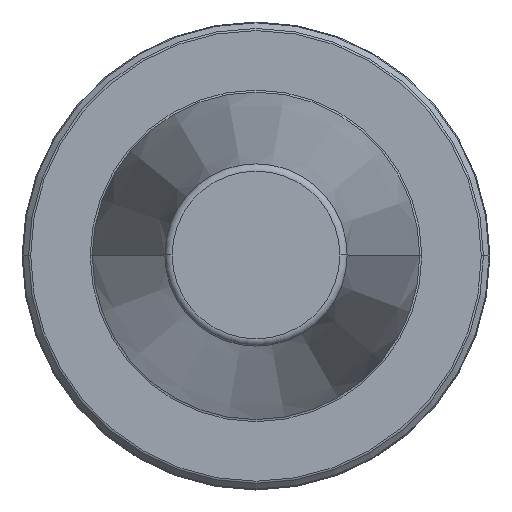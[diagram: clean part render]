
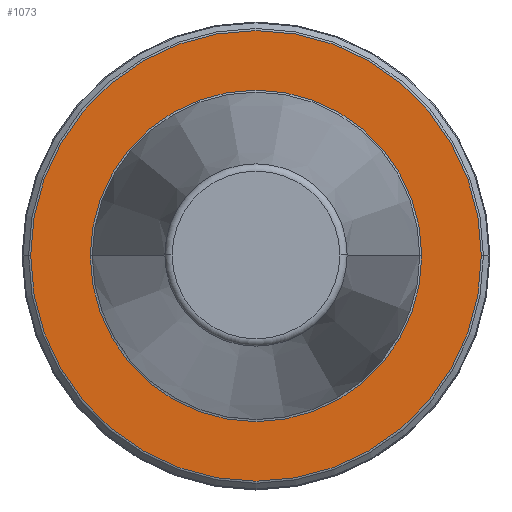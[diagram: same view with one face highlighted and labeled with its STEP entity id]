
A CAD part, top view. The second image highlights one B-rep face of the part: STEP entity #1073.
In plain terms, the highlighted planar face has unit normal (0, 0, 1).
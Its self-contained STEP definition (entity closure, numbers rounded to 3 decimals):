
#33 = CARTESIAN_POINT ( 'NONE',  ( -22.5, 0., -3.2 ) ) ;
#99 = VERTEX_POINT ( 'NONE', #588 ) ;
#131 = CARTESIAN_POINT ( 'NONE',  ( 30.584, 0., -3.2 ) ) ;
#156 = FACE_BOUND ( 'NONE', #837, .T. ) ;
#172 = DIRECTION ( 'NONE',  ( 0., 0., 1. ) ) ;
#182 = AXIS2_PLACEMENT_3D ( 'NONE', #285, #382, #1055 ) ;
#211 = VERTEX_POINT ( 'NONE', #131 ) ;
#227 = ORIENTED_EDGE ( 'NONE', *, *, #276, .F. ) ;
#234 = DIRECTION ( 'NONE',  ( 1., 0., 0. ) ) ;
#247 = ORIENTED_EDGE ( 'NONE', *, *, #1121, .F. ) ;
#276 = EDGE_CURVE ( 'NONE', #620, #99, #1096, .T. ) ;
#285 = CARTESIAN_POINT ( 'NONE',  ( 0., 0., -3.2 ) ) ;
#329 = EDGE_LOOP ( 'NONE', ( #543, #557 ) ) ;
#382 = DIRECTION ( 'NONE',  ( 0., 0., 1. ) ) ;
#416 = CARTESIAN_POINT ( 'NONE',  ( 0., 0., -3.2 ) ) ;
#517 = EDGE_CURVE ( 'NONE', #1161, #211, #1100, .T. ) ;
#524 = DIRECTION ( 'NONE',  ( 1., 0., 0. ) ) ;
#527 = CARTESIAN_POINT ( 'NONE',  ( 0., 0., -3.2 ) ) ;
#540 = CARTESIAN_POINT ( 'NONE',  ( 0., 0., -3.2 ) ) ;
#543 = ORIENTED_EDGE ( 'NONE', *, *, #759, .T. ) ;
#557 = ORIENTED_EDGE ( 'NONE', *, *, #517, .T. ) ;
#583 = AXIS2_PLACEMENT_3D ( 'NONE', #416, #1093, #524 ) ;
#588 = CARTESIAN_POINT ( 'NONE',  ( 22.5, 0., -3.2 ) ) ;
#616 = CARTESIAN_POINT ( 'NONE',  ( -30.584, 0., -3.2 ) ) ;
#620 = VERTEX_POINT ( 'NONE', #33 ) ;
#631 = DIRECTION ( 'NONE',  ( 1., 0., 0. ) ) ;
#656 = FACE_OUTER_BOUND ( 'NONE', #329, .T. ) ;
#722 = AXIS2_PLACEMENT_3D ( 'NONE', #527, #1008, #234 ) ;
#752 = AXIS2_PLACEMENT_3D ( 'NONE', #874, #172, #1060 ) ;
#759 = EDGE_CURVE ( 'NONE', #211, #1161, #1209, .T. ) ;
#837 = EDGE_LOOP ( 'NONE', ( #247, #227 ) ) ;
#873 = PLANE ( 'NONE',  #182 ) ;
#874 = CARTESIAN_POINT ( 'NONE',  ( 0., 0., -3.2 ) ) ;
#959 = AXIS2_PLACEMENT_3D ( 'NONE', #540, #1202, #631 ) ;
#1008 = DIRECTION ( 'NONE',  ( 0., 0., 1. ) ) ;
#1055 = DIRECTION ( 'NONE',  ( 1., 0., 0. ) ) ;
#1060 = DIRECTION ( 'NONE',  ( 1., 0., 0. ) ) ;
#1073 = ADVANCED_FACE ( 'NONE', ( #656, #156 ), #873, .T. ) ;
#1093 = DIRECTION ( 'NONE',  ( 0., 0., 1. ) ) ;
#1096 = CIRCLE ( 'NONE', #752, 22.5 ) ;
#1099 = CIRCLE ( 'NONE', #583, 22.5 ) ;
#1100 = CIRCLE ( 'NONE', #722, 30.584 ) ;
#1121 = EDGE_CURVE ( 'NONE', #99, #620, #1099, .T. ) ;
#1161 = VERTEX_POINT ( 'NONE', #616 ) ;
#1202 = DIRECTION ( 'NONE',  ( 0., 0., 1. ) ) ;
#1209 = CIRCLE ( 'NONE', #959, 30.584 ) ;
